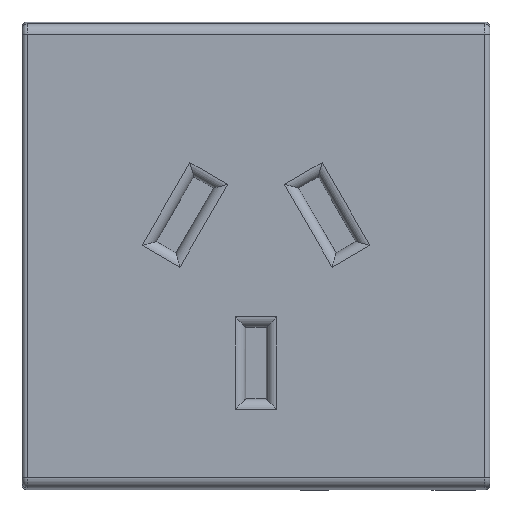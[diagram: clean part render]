
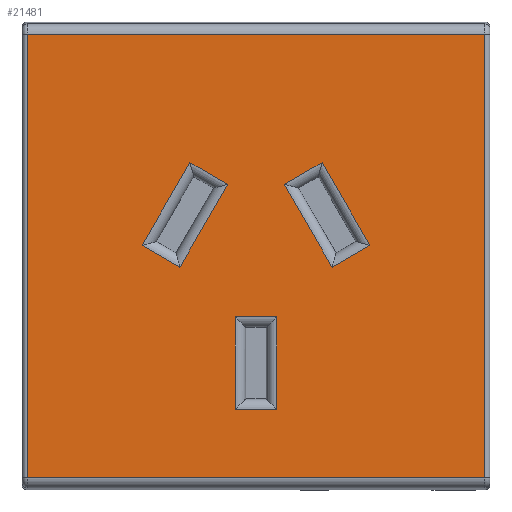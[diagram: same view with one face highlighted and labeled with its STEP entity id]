
A CAD part, top view. The second image highlights one B-rep face of the part: STEP entity #21481.
In plain terms, the highlighted planar face has unit normal (0, 0, 1).
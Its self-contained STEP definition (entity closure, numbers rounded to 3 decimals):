
#21359=AXIS2_PLACEMENT_3D('Plane Axis2P3D',#21356,#21357,#21358) ;
#19843=CARTESIAN_POINT('Vertex',(0.5,1.18,31.9)) ;
#19863=CARTESIAN_POINT('Line Origine',(0.5,23.568,31.9)) ;
#19867=CARTESIAN_POINT('Vertex',(0.5,43.82,31.9)) ;
#21341=CARTESIAN_POINT('Vertex',(44.5,1.18,31.9)) ;
#21344=CARTESIAN_POINT('Line Origine',(11.25,1.18,31.9)) ;
#21356=CARTESIAN_POINT('Axis2P3D Location',(22.5,22.5,31.9)) ;
#21361=CARTESIAN_POINT('Line Origine',(22.5,43.82,31.9)) ;
#21365=CARTESIAN_POINT('Vertex',(44.5,43.82,31.9)) ;
#21368=CARTESIAN_POINT('Line Origine',(44.5,22.5,31.9)) ;
#21379=CARTESIAN_POINT('Line Origine',(27.523,25.4,31.9)) ;
#21383=CARTESIAN_POINT('Vertex',(25.223,29.384,31.9)) ;
#21385=CARTESIAN_POINT('Vertex',(29.823,21.416,31.9)) ;
#21388=CARTESIAN_POINT('Line Origine',(27.042,30.434,31.9)) ;
#21392=CARTESIAN_POINT('Vertex',(28.86,31.484,31.9)) ;
#21395=CARTESIAN_POINT('Line Origine',(31.16,27.5,31.9)) ;
#21399=CARTESIAN_POINT('Vertex',(33.46,23.516,31.9)) ;
#21402=CARTESIAN_POINT('Line Origine',(31.642,22.466,31.9)) ;
#21413=CARTESIAN_POINT('Line Origine',(22.5,7.74,31.9)) ;
#21417=CARTESIAN_POINT('Vertex',(24.5,7.74,31.9)) ;
#21419=CARTESIAN_POINT('Vertex',(20.5,7.74,31.9)) ;
#21422=CARTESIAN_POINT('Line Origine',(20.5,12.19,31.9)) ;
#21426=CARTESIAN_POINT('Vertex',(20.5,16.64,31.9)) ;
#21429=CARTESIAN_POINT('Line Origine',(22.5,16.64,31.9)) ;
#21433=CARTESIAN_POINT('Vertex',(24.5,16.64,31.9)) ;
#21436=CARTESIAN_POINT('Line Origine',(24.5,12.19,31.9)) ;
#21447=CARTESIAN_POINT('Line Origine',(17.958,30.434,31.9)) ;
#21451=CARTESIAN_POINT('Vertex',(16.14,31.484,31.9)) ;
#21453=CARTESIAN_POINT('Vertex',(19.777,29.384,31.9)) ;
#21456=CARTESIAN_POINT('Line Origine',(17.477,25.4,31.9)) ;
#21460=CARTESIAN_POINT('Vertex',(15.177,21.416,31.9)) ;
#21463=CARTESIAN_POINT('Line Origine',(13.358,22.466,31.9)) ;
#21467=CARTESIAN_POINT('Vertex',(11.54,23.516,31.9)) ;
#21470=CARTESIAN_POINT('Line Origine',(13.84,27.5,31.9)) ;
#19864=DIRECTION('Vector Direction',(0.,-1.,0.)) ;
#21345=DIRECTION('Vector Direction',(-1.,0.,0.)) ;
#21357=DIRECTION('Axis2P3D Direction',(0.,0.,1.)) ;
#21358=DIRECTION('Axis2P3D XDirection',(-1.,0.,0.)) ;
#21362=DIRECTION('Vector Direction',(-1.,0.,0.)) ;
#21369=DIRECTION('Vector Direction',(0.,-1.,0.)) ;
#21380=DIRECTION('Vector Direction',(-0.5,0.866,0.)) ;
#21389=DIRECTION('Vector Direction',(0.866,0.5,0.)) ;
#21396=DIRECTION('Vector Direction',(0.5,-0.866,0.)) ;
#21403=DIRECTION('Vector Direction',(-0.866,-0.5,0.)) ;
#21414=DIRECTION('Vector Direction',(-1.,0.,0.)) ;
#21423=DIRECTION('Vector Direction',(0.,-1.,0.)) ;
#21430=DIRECTION('Vector Direction',(1.,0.,0.)) ;
#21437=DIRECTION('Vector Direction',(0.,-1.,0.)) ;
#21448=DIRECTION('Vector Direction',(0.866,-0.5,0.)) ;
#21457=DIRECTION('Vector Direction',(-0.5,-0.866,0.)) ;
#21464=DIRECTION('Vector Direction',(-0.866,0.5,0.)) ;
#21471=DIRECTION('Vector Direction',(0.5,0.866,0.)) ;
#19865=VECTOR('Line Direction',#19864,1.) ;
#21346=VECTOR('Line Direction',#21345,1.) ;
#21363=VECTOR('Line Direction',#21362,1.) ;
#21370=VECTOR('Line Direction',#21369,1.) ;
#21381=VECTOR('Line Direction',#21380,1.) ;
#21390=VECTOR('Line Direction',#21389,1.) ;
#21397=VECTOR('Line Direction',#21396,1.) ;
#21404=VECTOR('Line Direction',#21403,1.) ;
#21415=VECTOR('Line Direction',#21414,1.) ;
#21424=VECTOR('Line Direction',#21423,1.) ;
#21431=VECTOR('Line Direction',#21430,1.) ;
#21438=VECTOR('Line Direction',#21437,1.) ;
#21449=VECTOR('Line Direction',#21448,1.) ;
#21458=VECTOR('Line Direction',#21457,1.) ;
#21465=VECTOR('Line Direction',#21464,1.) ;
#21472=VECTOR('Line Direction',#21471,1.) ;
#21374=ORIENTED_EDGE('',*,*,#21367,.F.) ;
#21375=ORIENTED_EDGE('',*,*,#19869,.F.) ;
#21376=ORIENTED_EDGE('',*,*,#21348,.F.) ;
#21377=ORIENTED_EDGE('',*,*,#21372,.T.) ;
#21408=ORIENTED_EDGE('',*,*,#21387,.F.) ;
#21409=ORIENTED_EDGE('',*,*,#21394,.F.) ;
#21410=ORIENTED_EDGE('',*,*,#21401,.F.) ;
#21411=ORIENTED_EDGE('',*,*,#21406,.F.) ;
#21442=ORIENTED_EDGE('',*,*,#21421,.T.) ;
#21443=ORIENTED_EDGE('',*,*,#21428,.F.) ;
#21444=ORIENTED_EDGE('',*,*,#21435,.T.) ;
#21445=ORIENTED_EDGE('',*,*,#21440,.T.) ;
#21476=ORIENTED_EDGE('',*,*,#21455,.T.) ;
#21477=ORIENTED_EDGE('',*,*,#21462,.T.) ;
#21478=ORIENTED_EDGE('',*,*,#21469,.T.) ;
#21479=ORIENTED_EDGE('',*,*,#21474,.T.) ;
#21412=FACE_BOUND('',#21407,.T.) ;
#21446=FACE_BOUND('',#21441,.T.) ;
#21480=FACE_BOUND('',#21475,.T.) ;
#21481=ADVANCED_FACE('1546590000.1\\0043819-MOD-5.1\\Hauptk\X2\00F6\X0\rper',(#21378,#21412,#21446,#21480),#21360,.T.) ;
#19869=EDGE_CURVE('',#19844,#19868,#19866,.F.) ;
#21348=EDGE_CURVE('',#21342,#19844,#21347,.T.) ;
#21367=EDGE_CURVE('',#19868,#21366,#21364,.F.) ;
#21372=EDGE_CURVE('',#21342,#21366,#21371,.F.) ;
#21387=EDGE_CURVE('',#21384,#21386,#21382,.F.) ;
#21394=EDGE_CURVE('',#21393,#21384,#21391,.F.) ;
#21401=EDGE_CURVE('',#21400,#21393,#21398,.F.) ;
#21406=EDGE_CURVE('',#21386,#21400,#21405,.F.) ;
#21421=EDGE_CURVE('',#21418,#21420,#21416,.T.) ;
#21428=EDGE_CURVE('',#21427,#21420,#21425,.T.) ;
#21435=EDGE_CURVE('',#21427,#21434,#21432,.T.) ;
#21440=EDGE_CURVE('',#21434,#21418,#21439,.T.) ;
#21455=EDGE_CURVE('',#21452,#21454,#21450,.T.) ;
#21462=EDGE_CURVE('',#21454,#21461,#21459,.T.) ;
#21469=EDGE_CURVE('',#21461,#21468,#21466,.T.) ;
#21474=EDGE_CURVE('',#21468,#21452,#21473,.T.) ;
#21373=EDGE_LOOP('',(#21374,#21375,#21376,#21377)) ;
#21407=EDGE_LOOP('',(#21408,#21409,#21410,#21411)) ;
#21441=EDGE_LOOP('',(#21442,#21443,#21444,#21445)) ;
#21475=EDGE_LOOP('',(#21476,#21477,#21478,#21479)) ;
#21378=FACE_OUTER_BOUND('',#21373,.T.) ;
#19866=LINE('Line',#19863,#19865) ;
#21347=LINE('Line',#21344,#21346) ;
#21364=LINE('Line',#21361,#21363) ;
#21371=LINE('Line',#21368,#21370) ;
#21382=LINE('Line',#21379,#21381) ;
#21391=LINE('Line',#21388,#21390) ;
#21398=LINE('Line',#21395,#21397) ;
#21405=LINE('Line',#21402,#21404) ;
#21416=LINE('Line',#21413,#21415) ;
#21425=LINE('Line',#21422,#21424) ;
#21432=LINE('Line',#21429,#21431) ;
#21439=LINE('Line',#21436,#21438) ;
#21450=LINE('Line',#21447,#21449) ;
#21459=LINE('Line',#21456,#21458) ;
#21466=LINE('Line',#21463,#21465) ;
#21473=LINE('Line',#21470,#21472) ;
#21360=PLANE('',#21359) ;
#19844=VERTEX_POINT('',#19843) ;
#19868=VERTEX_POINT('',#19867) ;
#21342=VERTEX_POINT('',#21341) ;
#21366=VERTEX_POINT('',#21365) ;
#21384=VERTEX_POINT('',#21383) ;
#21386=VERTEX_POINT('',#21385) ;
#21393=VERTEX_POINT('',#21392) ;
#21400=VERTEX_POINT('',#21399) ;
#21418=VERTEX_POINT('',#21417) ;
#21420=VERTEX_POINT('',#21419) ;
#21427=VERTEX_POINT('',#21426) ;
#21434=VERTEX_POINT('',#21433) ;
#21452=VERTEX_POINT('',#21451) ;
#21454=VERTEX_POINT('',#21453) ;
#21461=VERTEX_POINT('',#21460) ;
#21468=VERTEX_POINT('',#21467) ;
